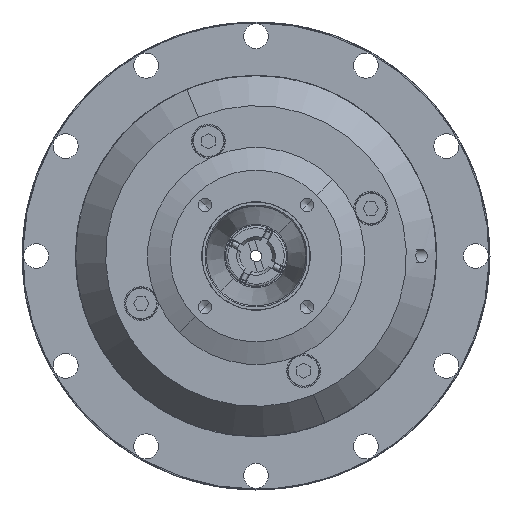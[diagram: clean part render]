
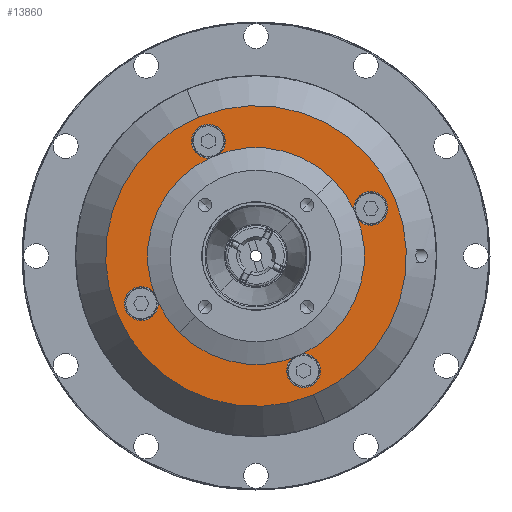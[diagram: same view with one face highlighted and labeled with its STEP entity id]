
A CAD part, left-side view. The second image highlights one B-rep face of the part: STEP entity #13860.
In plain terms, the highlighted face is planar.
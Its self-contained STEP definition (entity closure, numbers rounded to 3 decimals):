
#314 = VERTEX_POINT ( 'NONE', #51296 ) ;
#645 = AXIS2_PLACEMENT_3D ( 'NONE', #47938, #6325, #27492 ) ;
#737 = FACE_BOUND ( 'NONE', #3126, .T. ) ;
#1308 = CIRCLE ( 'NONE', #24132, 3.75 ) ;
#2357 = CARTESIAN_POINT ( 'NONE',  ( 0., 0., 20. ) ) ;
#2500 = CARTESIAN_POINT ( 'NONE',  ( 0., 0., -20. ) ) ;
#3126 = EDGE_LOOP ( 'NONE', ( #20078, #6273 ) ) ;
#3255 = DIRECTION ( 'NONE',  ( 0., 0., -1. ) ) ;
#4613 = CARTESIAN_POINT ( 'NONE',  ( 0., 0., 0. ) ) ;
#5192 = AXIS2_PLACEMENT_3D ( 'NONE', #32196, #28041, #3255 ) ;
#5786 = DIRECTION ( 'NONE',  ( 0., 0., 1. ) ) ;
#6178 = DIRECTION ( 'NONE',  ( 0., 0., 1. ) ) ;
#6273 = ORIENTED_EDGE ( 'NONE', *, *, #27467, .F. ) ;
#6325 = DIRECTION ( 'NONE',  ( 0., 1., 0. ) ) ;
#6394 = DIRECTION ( 'NONE',  ( 0., 1., 0. ) ) ;
#6524 = CARTESIAN_POINT ( 'NONE',  ( 0., 0., 31.25 ) ) ;
#6681 = DIRECTION ( 'NONE',  ( 0., 1., 0. ) ) ;
#6833 = AXIS2_PLACEMENT_3D ( 'NONE', #42534, #22019, #5786 ) ;
#6956 = EDGE_CURVE ( 'NONE', #49915, #314, #27747, .T. ) ;
#7023 = CARTESIAN_POINT ( 'NONE',  ( -27.5, 0., 0. ) ) ;
#7119 = EDGE_CURVE ( 'NONE', #35901, #51556, #14726, .T. ) ;
#7851 = FACE_BOUND ( 'NONE', #21226, .T. ) ;
#8729 = ORIENTED_EDGE ( 'NONE', *, *, #22702, .F. ) ;
#8800 = DIRECTION ( 'NONE',  ( 0., -1., 0. ) ) ;
#9284 = CARTESIAN_POINT ( 'NONE',  ( -27.5, 0., 3.75 ) ) ;
#9979 = VERTEX_POINT ( 'NONE', #2357 ) ;
#10890 = AXIS2_PLACEMENT_3D ( 'NONE', #41885, #13273, #50399 ) ;
#11041 = DIRECTION ( 'NONE',  ( 0., 0., -1. ) ) ;
#11069 = DIRECTION ( 'NONE',  ( 0., 1., 0. ) ) ;
#12594 = CARTESIAN_POINT ( 'NONE',  ( 0., 0., 0. ) ) ;
#13157 = CIRCLE ( 'NONE', #28488, 20. ) ;
#13273 = DIRECTION ( 'NONE',  ( 0., 1., 0. ) ) ;
#13860 = ADVANCED_FACE ( 'NONE', ( #17500, #18795, #33789, #737, #7851, #49273 ), #48849, .F. ) ;
#14726 = CIRCLE ( 'NONE', #51755, 33.287 ) ;
#15299 = DIRECTION ( 'NONE',  ( 0., 0., 1. ) ) ;
#15389 = EDGE_CURVE ( 'NONE', #51556, #35901, #18079, .T. ) ;
#15499 = CARTESIAN_POINT ( 'NONE',  ( 27.5, 0., -3.75 ) ) ;
#16249 = VERTEX_POINT ( 'NONE', #6524 ) ;
#17065 = DIRECTION ( 'NONE',  ( 0., 0., -1. ) ) ;
#17386 = VERTEX_POINT ( 'NONE', #31705 ) ;
#17500 = FACE_OUTER_BOUND ( 'NONE', #39119, .T. ) ;
#17694 = EDGE_CURVE ( 'NONE', #16249, #49306, #18891, .T. ) ;
#18079 = CIRCLE ( 'NONE', #39590, 33.287 ) ;
#18165 = CIRCLE ( 'NONE', #10890, 20. ) ;
#18795 = FACE_BOUND ( 'NONE', #28550, .T. ) ;
#18891 = CIRCLE ( 'NONE', #6833, 3.75 ) ;
#19015 = CARTESIAN_POINT ( 'NONE',  ( 27.5, 0., 0. ) ) ;
#19785 = CARTESIAN_POINT ( 'NONE',  ( 0., 0., -31.25 ) ) ;
#20078 = ORIENTED_EDGE ( 'NONE', *, *, #6956, .F. ) ;
#20680 = VERTEX_POINT ( 'NONE', #19785 ) ;
#21226 = EDGE_LOOP ( 'NONE', ( #33851, #32060 ) ) ;
#21932 = ORIENTED_EDGE ( 'NONE', *, *, #35945, .F. ) ;
#22019 = DIRECTION ( 'NONE',  ( 0., 1., 0. ) ) ;
#22702 = EDGE_CURVE ( 'NONE', #53378, #29653, #29430, .T. ) ;
#22939 = DIRECTION ( 'NONE',  ( 0., 1., 0. ) ) ;
#23997 = DIRECTION ( 'NONE',  ( 0., 0., 1. ) ) ;
#24132 = AXIS2_PLACEMENT_3D ( 'NONE', #7023, #27463, #23997 ) ;
#24283 = EDGE_CURVE ( 'NONE', #34190, #9979, #13157, .T. ) ;
#24436 = AXIS2_PLACEMENT_3D ( 'NONE', #31437, #6681, #15299 ) ;
#25086 = AXIS2_PLACEMENT_3D ( 'NONE', #39302, #6394, #38950 ) ;
#26503 = CARTESIAN_POINT ( 'NONE',  ( 0., 0., 23.75 ) ) ;
#27463 = DIRECTION ( 'NONE',  ( 0., 1., 0. ) ) ;
#27467 = EDGE_CURVE ( 'NONE', #314, #49915, #1308, .T. ) ;
#27492 = DIRECTION ( 'NONE',  ( 0., 0., 1. ) ) ;
#27747 = CIRCLE ( 'NONE', #53517, 3.75 ) ;
#28041 = DIRECTION ( 'NONE',  ( 0., -1., 0. ) ) ;
#28069 = ORIENTED_EDGE ( 'NONE', *, *, #46698, .F. ) ;
#28151 = DIRECTION ( 'NONE',  ( 0., 1., 0. ) ) ;
#28488 = AXIS2_PLACEMENT_3D ( 'NONE', #12594, #41547, #45712 ) ;
#28550 = EDGE_LOOP ( 'NONE', ( #46145, #30836 ) ) ;
#29430 = CIRCLE ( 'NONE', #48171, 3.75 ) ;
#29653 = VERTEX_POINT ( 'NONE', #15499 ) ;
#30836 = ORIENTED_EDGE ( 'NONE', *, *, #24283, .F. ) ;
#31031 = CIRCLE ( 'NONE', #52059, 3.75 ) ;
#31248 = CARTESIAN_POINT ( 'NONE',  ( 27.5, 0., 3.75 ) ) ;
#31437 = CARTESIAN_POINT ( 'NONE',  ( 0., 0., -27.5 ) ) ;
#31584 = EDGE_CURVE ( 'NONE', #49306, #16249, #31031, .T. ) ;
#31705 = CARTESIAN_POINT ( 'NONE',  ( 0., 0., -23.75 ) ) ;
#31776 = CIRCLE ( 'NONE', #24436, 3.75 ) ;
#32060 = ORIENTED_EDGE ( 'NONE', *, *, #31584, .F. ) ;
#32196 = CARTESIAN_POINT ( 'NONE',  ( 20., 0., 0. ) ) ;
#33789 = FACE_BOUND ( 'NONE', #47213, .T. ) ;
#33851 = ORIENTED_EDGE ( 'NONE', *, *, #17694, .F. ) ;
#34190 = VERTEX_POINT ( 'NONE', #2500 ) ;
#35056 = ORIENTED_EDGE ( 'NONE', *, *, #15389, .F. ) ;
#35853 = CARTESIAN_POINT ( 'NONE',  ( 0., 0., 0. ) ) ;
#35901 = VERTEX_POINT ( 'NONE', #48286 ) ;
#35945 = EDGE_CURVE ( 'NONE', #20680, #17386, #31776, .T. ) ;
#36026 = DIRECTION ( 'NONE',  ( 0., -1., 0. ) ) ;
#37125 = CIRCLE ( 'NONE', #25086, 3.75 ) ;
#38497 = CARTESIAN_POINT ( 'NONE',  ( 0., 0., 33.287 ) ) ;
#38950 = DIRECTION ( 'NONE',  ( 0., 0., 1. ) ) ;
#39119 = EDGE_LOOP ( 'NONE', ( #45442, #35056 ) ) ;
#39302 = CARTESIAN_POINT ( 'NONE',  ( 27.5, 0., 0. ) ) ;
#39590 = AXIS2_PLACEMENT_3D ( 'NONE', #4613, #8800, #17065 ) ;
#41547 = DIRECTION ( 'NONE',  ( 0., 1., 0. ) ) ;
#41885 = CARTESIAN_POINT ( 'NONE',  ( 0., 0., 0. ) ) ;
#42534 = CARTESIAN_POINT ( 'NONE',  ( 0., 0., 27.5 ) ) ;
#42874 = EDGE_CURVE ( 'NONE', #29653, #53378, #37125, .T. ) ;
#43361 = ORIENTED_EDGE ( 'NONE', *, *, #42874, .F. ) ;
#45442 = ORIENTED_EDGE ( 'NONE', *, *, #7119, .F. ) ;
#45712 = DIRECTION ( 'NONE',  ( 0., 0., 1. ) ) ;
#46145 = ORIENTED_EDGE ( 'NONE', *, *, #52050, .F. ) ;
#46698 = EDGE_CURVE ( 'NONE', #17386, #20680, #49819, .T. ) ;
#47213 = EDGE_LOOP ( 'NONE', ( #28069, #21932 ) ) ;
#47602 = CARTESIAN_POINT ( 'NONE',  ( -27.5, 0., 0. ) ) ;
#47938 = CARTESIAN_POINT ( 'NONE',  ( 0., 0., -27.5 ) ) ;
#48171 = AXIS2_PLACEMENT_3D ( 'NONE', #19015, #11069, #52170 ) ;
#48258 = DIRECTION ( 'NONE',  ( 0., 0., 1. ) ) ;
#48286 = CARTESIAN_POINT ( 'NONE',  ( 0., 0., -33.287 ) ) ;
#48849 = PLANE ( 'NONE',  #5192 ) ;
#49273 = FACE_BOUND ( 'NONE', #51929, .T. ) ;
#49306 = VERTEX_POINT ( 'NONE', #26503 ) ;
#49819 = CIRCLE ( 'NONE', #645, 3.75 ) ;
#49915 = VERTEX_POINT ( 'NONE', #9284 ) ;
#50399 = DIRECTION ( 'NONE',  ( 0., 0., 1. ) ) ;
#51296 = CARTESIAN_POINT ( 'NONE',  ( -27.5, 0., -3.75 ) ) ;
#51556 = VERTEX_POINT ( 'NONE', #38497 ) ;
#51755 = AXIS2_PLACEMENT_3D ( 'NONE', #35853, #36026, #11041 ) ;
#51929 = EDGE_LOOP ( 'NONE', ( #8729, #43361 ) ) ;
#52050 = EDGE_CURVE ( 'NONE', #9979, #34190, #18165, .T. ) ;
#52059 = AXIS2_PLACEMENT_3D ( 'NONE', #53132, #28151, #48258 ) ;
#52170 = DIRECTION ( 'NONE',  ( 0., 0., 1. ) ) ;
#53132 = CARTESIAN_POINT ( 'NONE',  ( 0., 0., 27.5 ) ) ;
#53378 = VERTEX_POINT ( 'NONE', #31248 ) ;
#53517 = AXIS2_PLACEMENT_3D ( 'NONE', #47602, #22939, #6178 ) ;
